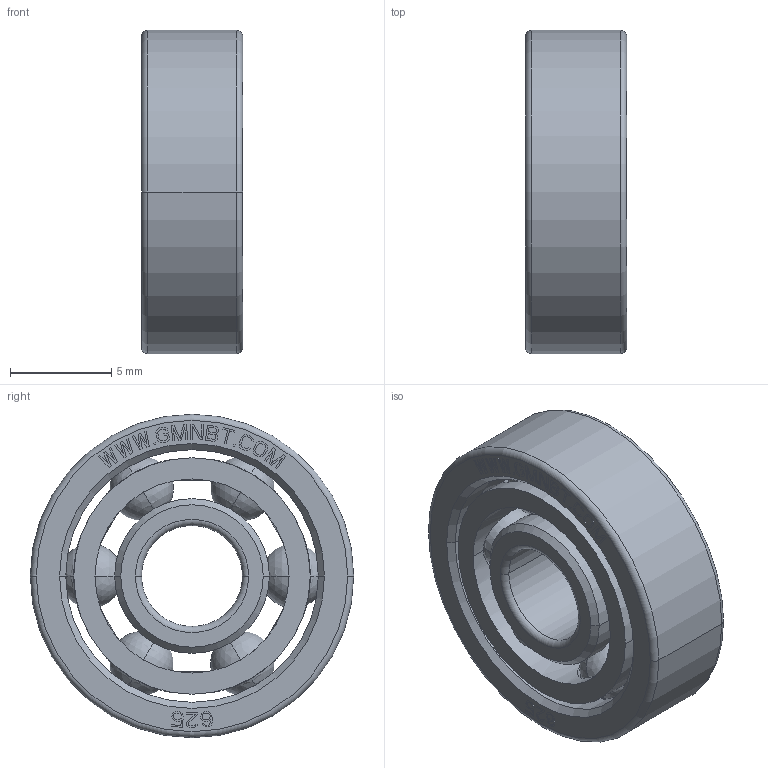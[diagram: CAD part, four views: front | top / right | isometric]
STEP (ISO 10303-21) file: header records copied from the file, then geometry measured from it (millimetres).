
FILE_DESCRIPTION((''),'2;1');
FILE_NAME('625_PRT','2014-11-17T',('sales 4'),(''),'PRO/ENGINEER BY PARAMETRIC TECHNOLOGY CORPORATION, 2013150','PRO/ENGINEER BY PARAMETRIC TECHNOLOGY CORPORATION, 2013150','');
FILE_SCHEMA(('AUTOMOTIVE_DESIGN { 1 0 10303 214 1 1 1 1 }'));
Length unit declared in the file: millimetre
Products named in the file (1): 625_PRT
Bounding box: 5.01 x 16 x 16 mm (x, y, z)
Volume: 694.9 mm3; surface area: 1368.2 mm2
Topology: 9 solids, 9 shells, 472 faces, 1318 edges, 856 vertices
Faces by surface type: plane 412, cylinder 28, torus 12, sphere 12, cone 8
Entity records: 19859 total; most frequent: CARTESIAN_POINT 3570, ORIENTED_EDGE 2588, DIRECTION 2286, PRESENTATION_STYLE_ASSIGNMENT 1325, STYLED_ITEM 1303, CURVE_STYLE 1294, EDGE_CURVE 1294, VECTOR 1198
